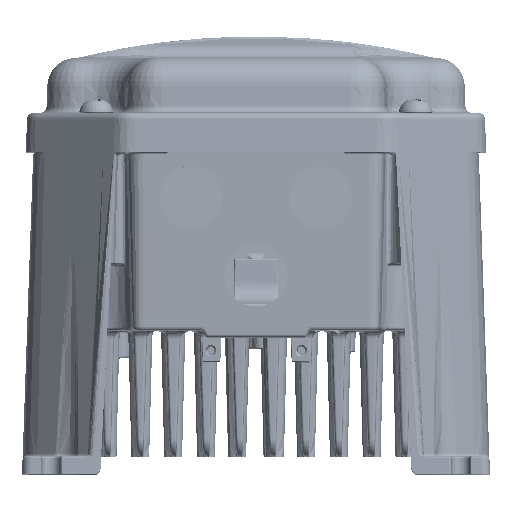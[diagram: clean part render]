
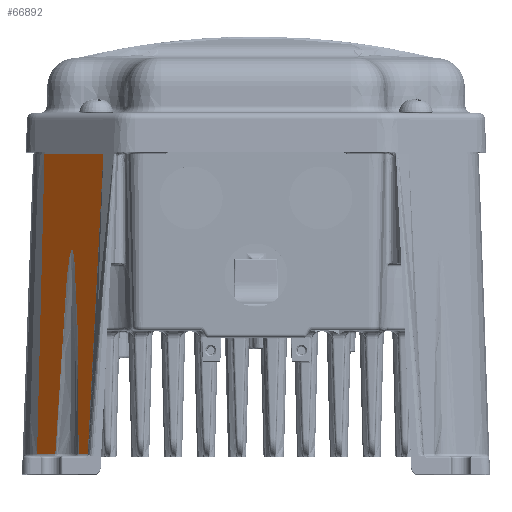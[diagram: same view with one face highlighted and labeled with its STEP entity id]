
A CAD part, top view. The second image highlights one B-rep face of the part: STEP entity #66892.
In plain terms, the highlighted planar face has unit normal (-0.707, 0.035, 0.707).
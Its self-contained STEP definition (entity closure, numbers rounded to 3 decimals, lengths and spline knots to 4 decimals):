
#22768 = CARTESIAN_POINT ( 'NONE', ( -2.7864, -13.9492, 3.703 ) ) ;
#22769 = CARTESIAN_POINT ( 'NONE', ( -2.7865, -13.9501, 3.703 ) ) ;
#22772 = B_SPLINE_CURVE_WITH_KNOTS ( 'NONE', 3,
( #22769, #22768, #22805, #22804 ),
.UNSPECIFIED., .F., .F.,
( 4, 4 ),
( 0., 0.0001 ),
.UNSPECIFIED. ) ;
#22804 = CARTESIAN_POINT ( 'NONE', ( -2.7864, -13.9475, 3.703 ) ) ;
#22805 = CARTESIAN_POINT ( 'NONE', ( -2.7864, -13.9484, 3.703 ) ) ;
#23047 = CARTESIAN_POINT ( 'NONE', ( -2.3367, -13.9501, 4.1528 ) ) ;
#23082 = CARTESIAN_POINT ( 'NONE', ( -2.9334, -9.6397, 3.3433 ) ) ;
#23083 = LINE ( 'NONE', #23082, #23109 ) ;
#23085 = FACE_OUTER_BOUND ( 'NONE', #67278, .T. ) ;
#23090 = PLANE ( 'NONE', #23128 ) ;
#23104 = DIRECTION ( 'NONE', ( 0.025, 0.999, -0.025 ) ) ;
#23109 = VECTOR ( 'NONE', #23104, 39.3701 ) ;
#23118 = DIRECTION ( 'NONE', ( 0.707, 0., 0.707 ) ) ;
#23119 = DIRECTION ( 'NONE', ( -0.707, 0.035, 0.707 ) ) ;
#23120 = CARTESIAN_POINT ( 'NONE', ( -1.9463, -9.6397, 4.3304 ) ) ;
#23123 = CARTESIAN_POINT ( 'NONE', ( -2.7865, -13.9501, 3.703 ) ) ;
#23128 = AXIS2_PLACEMENT_3D ( 'NONE', #23120, #23119, #23118 ) ;
#23132 = CARTESIAN_POINT ( 'NONE', ( -2.1297, -9.9799, 4.1638 ) ) ;
#23133 = CARTESIAN_POINT ( 'NONE', ( -2.1394, -10.1655, 4.1632 ) ) ;
#23134 = CARTESIAN_POINT ( 'NONE', ( -2.1492, -10.3511, 4.1626 ) ) ;
#23135 = CARTESIAN_POINT ( 'NONE', ( -2.1601, -10.5587, 4.1619 ) ) ;
#23136 = CARTESIAN_POINT ( 'NONE', ( -2.171, -10.7664, 4.1613 ) ) ;
#23137 = CARTESIAN_POINT ( 'NONE', ( -2.1819, -10.974, 4.1606 ) ) ;
#23138 = CARTESIAN_POINT ( 'NONE', ( -2.2028, -11.3708, 4.1594 ) ) ;
#23139 = CARTESIAN_POINT ( 'NONE', ( -2.2235, -11.7676, 4.1582 ) ) ;
#23140 = CARTESIAN_POINT ( 'NONE', ( -2.2442, -12.1644, 4.1571 ) ) ;
#23141 = CARTESIAN_POINT ( 'NONE', ( -2.2649, -12.5612, 4.156 ) ) ;
#23142 = CARTESIAN_POINT ( 'NONE', ( -2.2855, -12.9581, 4.155 ) ) ;
#23143 = CARTESIAN_POINT ( 'NONE', ( -2.306, -13.3549, 4.1541 ) ) ;
#23144 = CARTESIAN_POINT ( 'NONE', ( -2.3162, -13.5533, 4.1537 ) ) ;
#23145 = CARTESIAN_POINT ( 'NONE', ( -2.3265, -13.7517, 4.1532 ) ) ;
#23154 = CARTESIAN_POINT ( 'NONE', ( -2.3367, -13.9501, 4.1528 ) ) ;
#23156 = B_SPLINE_CURVE_WITH_KNOTS ( 'NONE', 3,
( #23154, #23145, #23144, #23143, #23142, #23141, #23140, #23139, #23138, #23137, #23136, #23135, #23134, #23133, #23132, #23196 ),
.UNSPECIFIED., .F., .F.,
( 4, 3, 3, 3, 3, 4 ),
( 0., 0.0151, 0.0454, 0.0757, 0.0915, 0.1057 ),
.UNSPECIFIED. ) ;
#23196 = CARTESIAN_POINT ( 'NONE', ( -2.1199, -9.7944, 4.1644 ) ) ;
#23242 = CARTESIAN_POINT ( 'NONE', ( -2.7864, -13.9475, 3.703 ) ) ;
#23307 = CARTESIAN_POINT ( 'NONE', ( -2.1199, -9.7944, 4.1644 ) ) ;
#23446 = CARTESIAN_POINT ( 'NONE', ( -3.0398, -13.9501, 3.4497 ) ) ;
#23487 = DIRECTION ( 'NONE', ( -0.707, 0., -0.707 ) ) ;
#23488 = VECTOR ( 'NONE', #23487, 39.3701 ) ;
#23489 = CARTESIAN_POINT ( 'NONE', ( -1.9501, -9.7944, 4.3342 ) ) ;
#23491 = CARTESIAN_POINT ( 'NONE', ( -2.9372, -9.7944, 3.3471 ) ) ;
#23493 = LINE ( 'NONE', #23489, #23488 ) ;
#23542 = B_SPLINE_CURVE_WITH_KNOTS ( 'NONE', 3,
( #23582, #23581, #23580, #23579 ),
.UNSPECIFIED., .F., .F.,
( 4, 4 ),
( 0., 0.0001 ),
.UNSPECIFIED. ) ;
#23564 = CARTESIAN_POINT ( 'NONE', ( -2.4628, -13.9501, 4.0268 ) ) ;
#23579 = CARTESIAN_POINT ( 'NONE', ( -2.4628, -13.9501, 4.0268 ) ) ;
#23580 = CARTESIAN_POINT ( 'NONE', ( -2.4627, -13.9492, 4.0267 ) ) ;
#23581 = CARTESIAN_POINT ( 'NONE', ( -2.4627, -13.9484, 4.0267 ) ) ;
#23582 = CARTESIAN_POINT ( 'NONE', ( -2.4627, -13.9475, 4.0267 ) ) ;
#23686 = DIRECTION ( 'NONE', ( 0.707, 0., 0.707 ) ) ;
#23687 = VECTOR ( 'NONE', #23686, 39.3701 ) ;
#23695 = CARTESIAN_POINT ( 'NONE', ( -2.0527, -13.9501, 4.4368 ) ) ;
#23696 = LINE ( 'NONE', #23695, #23687 ) ;
#23712 =( BOUNDED_CURVE ( ) B_SPLINE_CURVE ( 3, ( #23760, #23759, #23758, #23757 ),
.UNSPECIFIED., .F., .T. ) 
B_SPLINE_CURVE_WITH_KNOTS ( ( 4, 4 ),
( 5.5229, 7.0435 ),
.UNSPECIFIED. ) 
CURVE ( ) GEOMETRIC_REPRESENTATION_ITEM ( ) RATIONAL_B_SPLINE_CURVE ( ( 1., 0.816, 0.816, 1. ) ) 
REPRESENTATION_ITEM ( '' ) );
#23757 = CARTESIAN_POINT ( 'NONE', ( -2.4627, -13.9475, 4.0267 ) ) ;
#23758 = CARTESIAN_POINT ( 'NONE', ( -2.4602, -9.9692, 3.8327 ) ) ;
#23759 = CARTESIAN_POINT ( 'NONE', ( -2.5924, -9.9692, 3.7005 ) ) ;
#23760 = CARTESIAN_POINT ( 'NONE', ( -2.7864, -13.9475, 3.703 ) ) ;
#23768 = CARTESIAN_POINT ( 'NONE', ( -2.4627, -13.9475, 4.0267 ) ) ;
#23772 = DIRECTION ( 'NONE', ( 0.707, 0., 0.707 ) ) ;
#23773 = VECTOR ( 'NONE', #23772, 39.3701 ) ;
#23774 = CARTESIAN_POINT ( 'NONE', ( -2.0527, -13.9501, 4.4368 ) ) ;
#23775 = LINE ( 'NONE', #23774, #23773 ) ;
#66858 = VERTEX_POINT ( 'NONE', #23047 ) ;
#66892 = ADVANCED_FACE ( 'NONE', ( #23085 ), #23090, .T. ) ;
#66899 = ORIENTED_EDGE ( 'NONE', *, *, #66951, .T. ) ;
#66905 = VERTEX_POINT ( 'NONE', #23123 ) ;
#66907 = ORIENTED_EDGE ( 'NONE', *, *, #67205, .T. ) ;
#66909 = EDGE_CURVE ( 'NONE', #67204, #67207, #23083, .T. ) ;
#66913 = EDGE_CURVE ( 'NONE', #66905, #67015, #22772, .T. ) ;
#66951 = EDGE_CURVE ( 'NONE', #66858, #67087, #23156, .T. ) ;
#66981 = ORIENTED_EDGE ( 'NONE', *, *, #66909, .F. ) ;
#67015 = VERTEX_POINT ( 'NONE', #23242 ) ;
#67087 = VERTEX_POINT ( 'NONE', #23307 ) ;
#67166 = ORIENTED_EDGE ( 'NONE', *, *, #67308, .T. ) ;
#67204 = VERTEX_POINT ( 'NONE', #23446 ) ;
#67205 = EDGE_CURVE ( 'NONE', #67087, #67207, #23493, .T. ) ;
#67207 = VERTEX_POINT ( 'NONE', #23491 ) ;
#67243 = EDGE_CURVE ( 'NONE', #67395, #67244, #23542, .T. ) ;
#67244 = VERTEX_POINT ( 'NONE', #23564 ) ;
#67275 = EDGE_CURVE ( 'NONE', #67204, #66905, #23696, .T. ) ;
#67278 = EDGE_LOOP ( 'NONE', ( #66899, #66907, #66981, #67298, #67305, #67166, #67397, #67385 ) ) ;
#67298 = ORIENTED_EDGE ( 'NONE', *, *, #67275, .T. ) ;
#67305 = ORIENTED_EDGE ( 'NONE', *, *, #66913, .T. ) ;
#67308 = EDGE_CURVE ( 'NONE', #67015, #67395, #23712, .T. ) ;
#67363 = EDGE_CURVE ( 'NONE', #67244, #66858, #23775, .T. ) ;
#67385 = ORIENTED_EDGE ( 'NONE', *, *, #67363, .T. ) ;
#67395 = VERTEX_POINT ( 'NONE', #23768 ) ;
#67397 = ORIENTED_EDGE ( 'NONE', *, *, #67243, .T. ) ;
